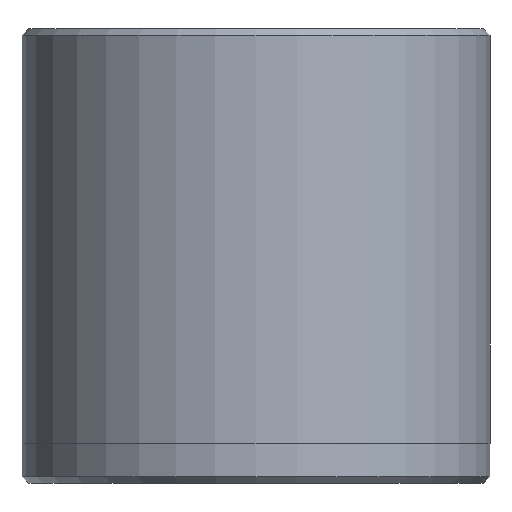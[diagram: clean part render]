
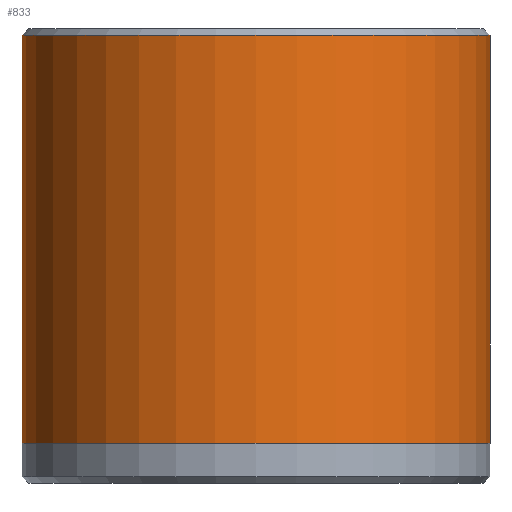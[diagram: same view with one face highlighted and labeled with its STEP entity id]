
A CAD part, front view. The second image highlights one B-rep face of the part: STEP entity #833.
In plain terms, the highlighted cylindrical face has radius 17.5 mm (diameter 35 mm), a partial arc.
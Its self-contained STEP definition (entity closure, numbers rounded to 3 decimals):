
#68 = DIRECTION ( 'NONE',  ( 0., 0., -1. ) ) ;
#192 = ORIENTED_EDGE ( 'NONE', *, *, #822, .F. ) ;
#202 = DIRECTION ( 'NONE',  ( 0., 0., -1. ) ) ;
#274 = VERTEX_POINT ( 'NONE', #459 ) ;
#303 = CARTESIAN_POINT ( 'NONE',  ( -17.5, 0., 33.5 ) ) ;
#356 = CARTESIAN_POINT ( 'NONE',  ( 17.5, 0., 3. ) ) ;
#365 = LINE ( 'NONE', #1208, #1311 ) ;
#374 = VERTEX_POINT ( 'NONE', #356 ) ;
#424 = DIRECTION ( 'NONE',  ( 0., 0., -1. ) ) ;
#459 = CARTESIAN_POINT ( 'NONE',  ( -17.5, 0., 3. ) ) ;
#475 = VECTOR ( 'NONE', #424, 1000. ) ;
#580 = DIRECTION ( 'NONE',  ( 0., 0., -1. ) ) ;
#680 = AXIS2_PLACEMENT_3D ( 'NONE', #1337, #580, #1456 ) ;
#682 = EDGE_CURVE ( 'NONE', #1357, #374, #1187, .T. ) ;
#688 = CIRCLE ( 'NONE', #680, 17.5 ) ;
#726 = VERTEX_POINT ( 'NONE', #303 ) ;
#772 = CARTESIAN_POINT ( 'NONE',  ( 17.5, 0., 33.5 ) ) ;
#783 = AXIS2_PLACEMENT_3D ( 'NONE', #840, #68, #968 ) ;
#797 = EDGE_CURVE ( 'NONE', #726, #274, #365, .T. ) ;
#817 = EDGE_CURVE ( 'NONE', #1357, #726, #688, .T. ) ;
#822 = EDGE_CURVE ( 'NONE', #374, #274, #992, .T. ) ;
#833 = ADVANCED_FACE ( 'NONE', ( #941 ), #912, .T. ) ;
#840 = CARTESIAN_POINT ( 'NONE',  ( 0., 0., 3. ) ) ;
#880 = ORIENTED_EDGE ( 'NONE', *, *, #797, .T. ) ;
#912 = CYLINDRICAL_SURFACE ( 'NONE', #1192, 17.5 ) ;
#915 = ORIENTED_EDGE ( 'NONE', *, *, #817, .T. ) ;
#941 = FACE_OUTER_BOUND ( 'NONE', #1023, .T. ) ;
#968 = DIRECTION ( 'NONE',  ( -1., 0., 0. ) ) ;
#992 = CIRCLE ( 'NONE', #783, 17.5 ) ;
#1023 = EDGE_LOOP ( 'NONE', ( #1159, #915, #880, #192 ) ) ;
#1048 = CARTESIAN_POINT ( 'NONE',  ( 17.5, 0., 34. ) ) ;
#1159 = ORIENTED_EDGE ( 'NONE', *, *, #682, .F. ) ;
#1187 = LINE ( 'NONE', #1048, #475 ) ;
#1192 = AXIS2_PLACEMENT_3D ( 'NONE', #1221, #202, #1347 ) ;
#1208 = CARTESIAN_POINT ( 'NONE',  ( -17.5, 0., 34. ) ) ;
#1221 = CARTESIAN_POINT ( 'NONE',  ( 0., 0., 34. ) ) ;
#1311 = VECTOR ( 'NONE', #1329, 1000. ) ;
#1329 = DIRECTION ( 'NONE',  ( 0., 0., -1. ) ) ;
#1337 = CARTESIAN_POINT ( 'NONE',  ( 0., 0., 33.5 ) ) ;
#1347 = DIRECTION ( 'NONE',  ( -1., 0., 0. ) ) ;
#1357 = VERTEX_POINT ( 'NONE', #772 ) ;
#1456 = DIRECTION ( 'NONE',  ( 1., 0., 0. ) ) ;
